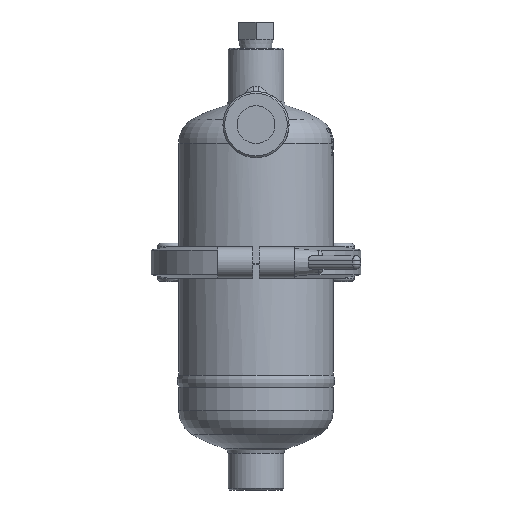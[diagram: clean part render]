
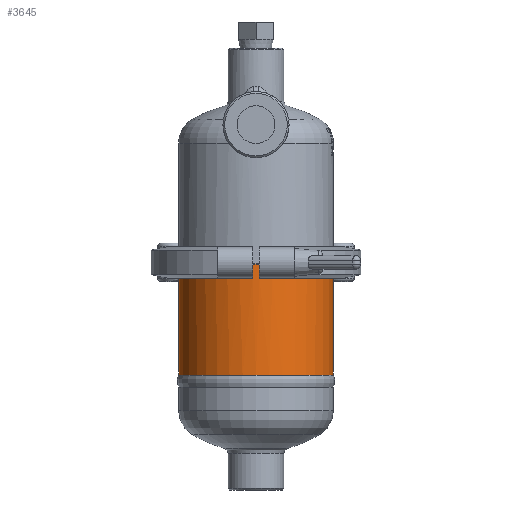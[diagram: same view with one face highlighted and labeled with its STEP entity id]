
A CAD part, left-side view. The second image highlights one B-rep face of the part: STEP entity #3645.
In plain terms, the highlighted cylindrical face has radius 44.5 mm (diameter 89 mm), a full revolution.
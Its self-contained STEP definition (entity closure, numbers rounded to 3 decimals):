
#2184=CARTESIAN_POINT('',(20.495,39.499,-8.168));
#2185=VERTEX_POINT('',#2184);
#2192=CARTESIAN_POINT('',(-44.455,2.,-8.168));
#2193=VERTEX_POINT('',#2192);
#2194=CARTESIAN_POINT('',(0.,0.0,-8.168));
#2195=DIRECTION('',(0.0,0.0,-1.0));
#2196=DIRECTION('',(1.0,0.0,0.0));
#2197=AXIS2_PLACEMENT_3D('',#2194,#2195,#2196);
#2198=CIRCLE('',#2197,44.5);
#2199=EDGE_CURVE('',#2193,#2185,#2198,.T.);
#3022=CARTESIAN_POINT('',(23.96,-37.499,-0.1));
#3023=VERTEX_POINT('',#3022);
#3030=CARTESIAN_POINT('',(23.96,-37.499,-8.168));
#3031=VERTEX_POINT('',#3030);
#3032=CARTESIAN_POINT('',(23.96,-37.499,-0.1));
#3033=DIRECTION('',(0.0,0.0,-1.0));
#3034=VECTOR('',#3033,8.068);
#3035=LINE('',#3032,#3034);
#3036=EDGE_CURVE('',#3023,#3031,#3035,.T.);
#3053=CARTESIAN_POINT('',(20.495,-39.499,-8.168));
#3054=VERTEX_POINT('',#3053);
#3061=CARTESIAN_POINT('',(20.495,-39.499,-0.1));
#3062=VERTEX_POINT('',#3061);
#3063=CARTESIAN_POINT('',(20.495,-39.499,-0.1));
#3064=DIRECTION('',(0.0,0.0,-1.0));
#3065=VECTOR('',#3064,8.068);
#3066=LINE('',#3063,#3065);
#3067=EDGE_CURVE('',#3062,#3054,#3066,.T.);
#3092=CARTESIAN_POINT('',(-44.455,-2.,-8.168));
#3093=VERTEX_POINT('',#3092);
#3110=CARTESIAN_POINT('',(-44.455,-2.,-0.1));
#3111=VERTEX_POINT('',#3110);
#3118=CARTESIAN_POINT('',(-44.455,-2.,-0.1));
#3119=DIRECTION('',(0.0,0.0,-1.0));
#3120=VECTOR('',#3119,8.068);
#3121=LINE('',#3118,#3120);
#3122=EDGE_CURVE('',#3111,#3093,#3121,.T.);
#3133=CARTESIAN_POINT('',(23.96,37.499,-8.168));
#3134=VERTEX_POINT('',#3133);
#3141=CARTESIAN_POINT('',(23.96,37.499,-0.1));
#3142=VERTEX_POINT('',#3141);
#3143=CARTESIAN_POINT('',(23.96,37.499,-0.1));
#3144=DIRECTION('',(0.0,0.0,-1.0));
#3145=VECTOR('',#3144,8.068);
#3146=LINE('',#3143,#3145);
#3147=EDGE_CURVE('',#3142,#3134,#3146,.T.);
#3220=CARTESIAN_POINT('',(0.,0.0,-8.168));
#3221=DIRECTION('',(0.0,0.0,-1.0));
#3222=DIRECTION('',(1.0,0.0,0.0));
#3223=AXIS2_PLACEMENT_3D('',#3220,#3221,#3222);
#3224=CIRCLE('',#3223,44.5);
#3225=EDGE_CURVE('',#3054,#3093,#3224,.T.);
#3246=CARTESIAN_POINT('',(0.,0.0,-8.168));
#3247=DIRECTION('',(0.0,0.0,-1.0));
#3248=DIRECTION('',(1.0,0.0,0.0));
#3249=AXIS2_PLACEMENT_3D('',#3246,#3247,#3248);
#3250=CIRCLE('',#3249,44.5);
#3251=EDGE_CURVE('',#3134,#3031,#3250,.T.);
#3529=CARTESIAN_POINT('',(20.495,39.499,-0.1));
#3530=VERTEX_POINT('',#3529);
#3537=CARTESIAN_POINT('',(20.495,39.499,-0.1));
#3538=DIRECTION('',(0.0,0.0,-1.0));
#3539=VECTOR('',#3538,8.068);
#3540=LINE('',#3537,#3539);
#3541=EDGE_CURVE('',#3530,#2185,#3540,.T.);
#3560=CARTESIAN_POINT('',(-44.455,2.,-0.1));
#3561=VERTEX_POINT('',#3560);
#3586=CARTESIAN_POINT('',(-44.455,2.,-0.1));
#3587=DIRECTION('',(0.0,0.0,-1.0));
#3588=VECTOR('',#3587,8.068);
#3589=LINE('',#3586,#3588);
#3590=EDGE_CURVE('',#3561,#2193,#3589,.T.);
#3597=CARTESIAN_POINT('',(0.,0.0,-32.006));
#3598=DIRECTION('',(0.,0.0,1.0));
#3599=DIRECTION('',(1.0,0.0,0.0));
#3600=AXIS2_PLACEMENT_3D('',#3597,#3598,#3599);
#3601=CYLINDRICAL_SURFACE('',#3600,44.5);
#3602=CARTESIAN_POINT('',(0.,0.0,-0.1));
#3603=DIRECTION('',(0.0,0.0,1.0));
#3604=DIRECTION('',(1.0,0.0,0.0));
#3605=AXIS2_PLACEMENT_3D('',#3602,#3603,#3604);
#3606=CIRCLE('',#3605,44.5);
#3607=EDGE_CURVE('',#3561,#3111,#3606,.T.);
#3608=ORIENTED_EDGE('',*,*,#3607,.F.);
#3609=ORIENTED_EDGE('',*,*,#3590,.T.);
#3610=ORIENTED_EDGE('',*,*,#2199,.T.);
#3611=ORIENTED_EDGE('',*,*,#3541,.F.);
#3612=CARTESIAN_POINT('',(0.,0.0,-0.1));
#3613=DIRECTION('',(0.0,0.0,1.0));
#3614=DIRECTION('',(1.0,0.0,0.0));
#3615=AXIS2_PLACEMENT_3D('',#3612,#3613,#3614);
#3616=CIRCLE('',#3615,44.5);
#3617=EDGE_CURVE('',#3142,#3530,#3616,.T.);
#3618=ORIENTED_EDGE('',*,*,#3617,.F.);
#3619=ORIENTED_EDGE('',*,*,#3147,.T.);
#3620=ORIENTED_EDGE('',*,*,#3251,.T.);
#3621=ORIENTED_EDGE('',*,*,#3036,.F.);
#3622=CARTESIAN_POINT('',(0.,0.0,-0.1));
#3623=DIRECTION('',(0.0,0.0,1.0));
#3624=DIRECTION('',(1.0,0.0,0.0));
#3625=AXIS2_PLACEMENT_3D('',#3622,#3623,#3624);
#3626=CIRCLE('',#3625,44.5);
#3627=EDGE_CURVE('',#3062,#3023,#3626,.T.);
#3628=ORIENTED_EDGE('',*,*,#3627,.F.);
#3629=ORIENTED_EDGE('',*,*,#3067,.T.);
#3630=ORIENTED_EDGE('',*,*,#3225,.T.);
#3631=ORIENTED_EDGE('',*,*,#3122,.F.);
#3632=EDGE_LOOP('',(#3608,#3609,#3610,#3611,#3618,#3619,#3620,#3621,#3628,#3629,#3630,#3631));
#3633=FACE_OUTER_BOUND('',#3632,.T.);
#3634=CARTESIAN_POINT('',(44.5,0.0,-63.912));
#3635=VERTEX_POINT('',#3634);
#3636=CARTESIAN_POINT('',(0.,0.0,-63.912));
#3637=DIRECTION('',(0.0,0.0,1.0));
#3638=DIRECTION('',(1.0,0.0,0.0));
#3639=AXIS2_PLACEMENT_3D('',#3636,#3637,#3638);
#3640=CIRCLE('',#3639,44.5);
#3641=EDGE_CURVE('',#3635,#3635,#3640,.T.);
#3642=ORIENTED_EDGE('',*,*,#3641,.T.);
#3643=EDGE_LOOP('',(#3642));
#3644=FACE_BOUND('',#3643,.T.);
#3645=ADVANCED_FACE('',(#3633,#3644),#3601,.T.);
